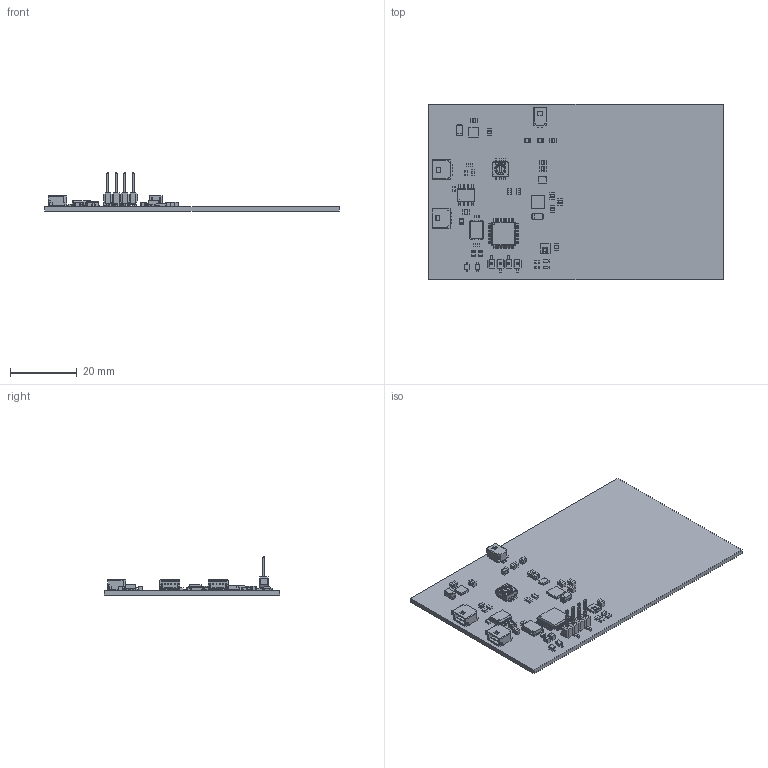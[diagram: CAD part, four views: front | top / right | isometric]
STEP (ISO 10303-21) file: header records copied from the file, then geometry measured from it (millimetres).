
FILE_DESCRIPTION(('Open CASCADE Model'),'2;1');
FILE_NAME('Open CASCADE Shape Model','2023-12-18T15:48:23',('Author'),( 'Open CASCADE'),'Open CASCADE STEP processor 7.5','Open CASCADE 7.5' ,'Unknown');
FILE_SCHEMA(('AUTOMOTIVE_DESIGN { 1 0 10303 214 1 1 1 1 }'));
Length unit declared in the file: millimetre
Products named in the file (103): PCB; Board; Open CASCADE STEP translator 7.5 1.1.1; C20; 6393656208; C19; 6393655808; D2; 6393656128; D1; SW1; CS-4-22YTB; CS-4-22YB12 Dial; CS-4-22YB Body; C18; C17; 6393656528; XTAL1; XTAL_NX5032GA_NDK; X3; 2023960407; Open CASCADE STEP translator 7.5 1.10.1.1; Open CASCADE STEP translator 7.5 1.10.1.2; X2; X1; 2023960207; Open CASCADE STEP translator 7.5 1.12.1.1; Open CASCADE STEP translator 7.5 1.12.1.2; U5; DMB0006A; ASM0001_ASM_1_ASM; DMB0006A_ASM_241_ASM_1_ASM; BODY-SON_118_1; FRAME-DMB0006A_77_ASM_1_ASM; FRAME-DMB0006A_77_1_1; FRAME-DMB0006A_77_2_1; FRAME-DMB0006A_77_3_1; FRAME-DMB0006A_77_4_1; FRAME-DMB0006A_77_5_1; FRAME-DMB0006A_77_6_1 ...
Assembly tree (121 placements, depth 7):
  PCB
    Board
      Open CASCADE STEP translator 7.5 1.1.1
    C20
      6393656208
    C19
      6393655808
    D2
      6393656128
    D1
      6393656128
    SW1
      CS-4-22YTB
        CS-4-22YB12 Dial
        CS-4-22YB Body
    C18
      6393655808
    C17
      6393656528
    XTAL1
      XTAL_NX5032GA_NDK
    X3
      2023960407
        Open CASCADE STEP translator 7.5 1.10.1.1
        Open CASCADE STEP translator 7.5 1.10.1.2
    X2
      2023960407
        Open CASCADE STEP translator 7.5 1.10.1.1
        Open CASCADE STEP translator 7.5 1.10.1.2
    X1
      2023960207
        Open CASCADE STEP translator 7.5 1.12.1.1
        Open CASCADE STEP translator 7.5 1.12.1.2
    U5
      DMB0006A
        ASM0001_ASM_1_ASM
          DMB0006A_ASM_241_ASM_1_ASM
            BODY-SON_118_1
            FRAME-DMB0006A_77_ASM_1_ASM
              FRAME-DMB0006A_77_1_1
              FRAME-DMB0006A_77_2_1
              FRAME-DMB0006A_77_3_1
              FRAME-DMB0006A_77_4_1
              FRAME-DMB0006A_77_5_1
              FRAME-DMB0006A_77_6_1
              FRAME-DMB0006A_77_7_1
            PIN1-ID_16_1
            DIE_1_1
    U4
      DRB0008A
        BODY-SON
        FRAME-DRB0008A
          Open CASCADE STEP translator 7.5 1.14.1.2.1
          Open CASCADE STEP translator 7.5 1.14.1.2.2
          Open CASCADE STEP translator 7.5 1.14.1.2.3
          Open CASCADE STEP translator 7.5 1.14.1.2.4
          Open CASCADE STEP translator 7.5 1.14.1.2.5
          Open CASCADE STEP translator 7.5 1.14.1.2.6
          Open CASCADE STEP translator 7.5 1.14.1.2.7
          Open CASCADE STEP translator 7.5 1.14.1.2.8
Bounding box: 88.4 x 52.7 x 11.47 mm (x, y, z)
Volume: 6863.7 mm3; surface area: 11822.5 mm2
Topology: 219 solids, 219 shells, 2915 faces, 7253 edges, 4821 vertices
Faces by surface type: plane 2544, cylinder 353, torus 8, bspline 4, cone 4, revolution 2
Full cylindrical faces by diameter (mm): 0.08 x2, 0.088 x2, 0.095 x1, 0.199 x1, 0.28 x1, 0.3 x2, 0.4 x1, 2.3 x2, 3.4 x2, 3.8 x1
Entity records: 81906 total; most frequent: CARTESIAN_POINT 12136, ORIENTED_EDGE 11348, DIRECTION 11124, EDGE_CURVE 5674, LINE 4930, VECTOR 4930, VERTEX_POINT 3723, AXIS2_PLACEMENT_3D 3096
